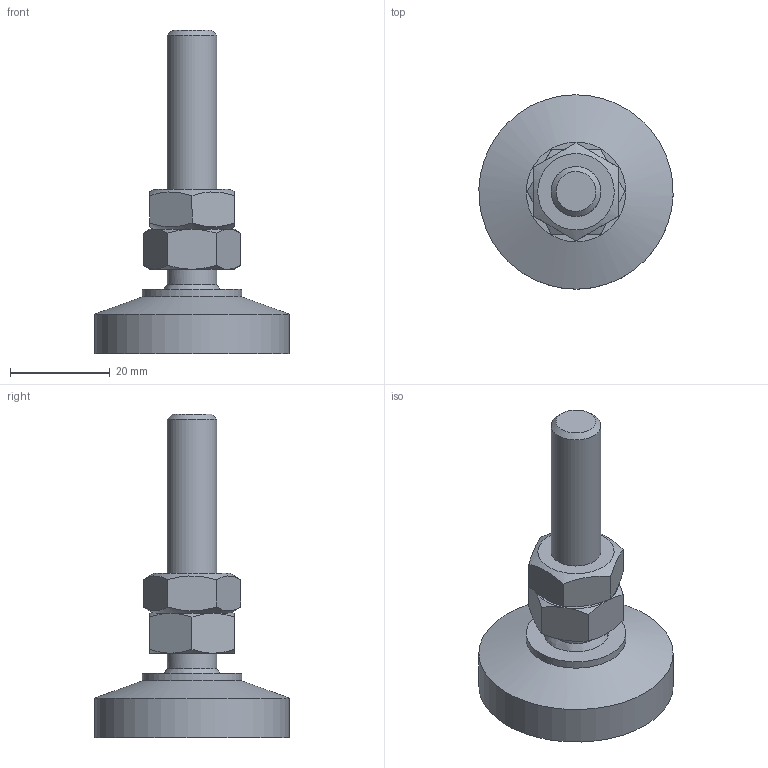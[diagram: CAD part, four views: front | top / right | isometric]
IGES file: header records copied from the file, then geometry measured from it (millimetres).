
Global section: file name: SF0210S; native system: Autodesk Inventor 2015; preprocessor: unknown; author: H. Deerberg; date: 20160104.084535; units: millimetre
Bounding box: 38.97 x 39 x 65.03 mm (x, y, z)
Volume: 19393.9 mm3; surface area: 7583.6 mm2
Topology: 3 solids, 3 shells, 45 faces, 120 edges, 82 vertices
Faces by surface type: bspline 45
